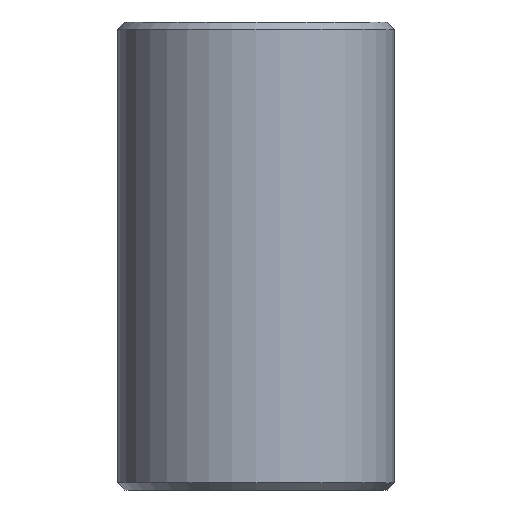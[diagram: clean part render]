
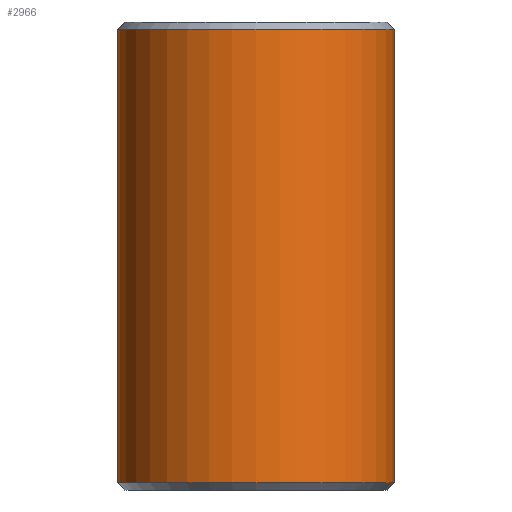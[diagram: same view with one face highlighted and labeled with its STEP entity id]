
A CAD part, front view. The second image highlights one B-rep face of the part: STEP entity #2966.
In plain terms, the highlighted cylindrical face has radius 19.2 mm (diameter 38.4 mm), a partial arc.
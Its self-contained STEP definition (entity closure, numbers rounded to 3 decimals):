
#533 = CARTESIAN_POINT ( 'NONE',  ( 19.2, 0., 32.5 ) ) ;
#935 = CARTESIAN_POINT ( 'NONE',  ( -19.2, 0., -31.5 ) ) ;
#1155 = DIRECTION ( 'NONE',  ( 0., 0., -1. ) ) ;
#1213 = DIRECTION ( 'NONE',  ( -1., 0., 0. ) ) ;
#1278 = CARTESIAN_POINT ( 'NONE',  ( 0., 0., -31.5 ) ) ;
#1784 = LINE ( 'NONE', #533, #4689 ) ;
#1911 = CARTESIAN_POINT ( 'NONE',  ( -19.2, 0., 32.5 ) ) ;
#1954 = CARTESIAN_POINT ( 'NONE',  ( -19.2, 0., 31.5 ) ) ;
#2202 = AXIS2_PLACEMENT_3D ( 'NONE', #10059, #3756, #6412 ) ;
#2495 = CIRCLE ( 'NONE', #6560, 19.2 ) ;
#2527 = VERTEX_POINT ( 'NONE', #1954 ) ;
#2959 = EDGE_CURVE ( 'NONE', #5153, #2527, #10299, .T. ) ;
#2966 = ADVANCED_FACE ( 'NONE', ( #8760 ), #5583, .T. ) ;
#2979 = DIRECTION ( 'NONE',  ( 0., 0., -1. ) ) ;
#3231 = ORIENTED_EDGE ( 'NONE', *, *, #2959, .T. ) ;
#3756 = DIRECTION ( 'NONE',  ( 0., 0., -1. ) ) ;
#4385 = ORIENTED_EDGE ( 'NONE', *, *, #10312, .F. ) ;
#4569 = AXIS2_PLACEMENT_3D ( 'NONE', #9904, #2979, #1213 ) ;
#4689 = VECTOR ( 'NONE', #10182, 1000. ) ;
#5153 = VERTEX_POINT ( 'NONE', #10009 ) ;
#5583 = CYLINDRICAL_SURFACE ( 'NONE', #4569, 19.2 ) ;
#5698 = DIRECTION ( 'NONE',  ( 1., 0., 0. ) ) ;
#5766 = ORIENTED_EDGE ( 'NONE', *, *, #11120, .T. ) ;
#6187 = LINE ( 'NONE', #1911, #7006 ) ;
#6327 = ORIENTED_EDGE ( 'NONE', *, *, #9038, .T. ) ;
#6370 = EDGE_LOOP ( 'NONE', ( #4385, #3231, #5766, #6327 ) ) ;
#6405 = CARTESIAN_POINT ( 'NONE',  ( 19.2, 0., -31.5 ) ) ;
#6412 = DIRECTION ( 'NONE',  ( 1., 0., 0. ) ) ;
#6560 = AXIS2_PLACEMENT_3D ( 'NONE', #1278, #9260, #5698 ) ;
#7006 = VECTOR ( 'NONE', #1155, 1000. ) ;
#8406 = VERTEX_POINT ( 'NONE', #6405 ) ;
#8760 = FACE_OUTER_BOUND ( 'NONE', #6370, .T. ) ;
#9038 = EDGE_CURVE ( 'NONE', #9399, #8406, #2495, .T. ) ;
#9260 = DIRECTION ( 'NONE',  ( 0., 0., 1. ) ) ;
#9399 = VERTEX_POINT ( 'NONE', #935 ) ;
#9904 = CARTESIAN_POINT ( 'NONE',  ( 0., 0., 32.5 ) ) ;
#10009 = CARTESIAN_POINT ( 'NONE',  ( 19.2, 0., 31.5 ) ) ;
#10059 = CARTESIAN_POINT ( 'NONE',  ( 0., 0., 31.5 ) ) ;
#10182 = DIRECTION ( 'NONE',  ( 0., 0., -1. ) ) ;
#10299 = CIRCLE ( 'NONE', #2202, 19.2 ) ;
#10312 = EDGE_CURVE ( 'NONE', #5153, #8406, #1784, .T. ) ;
#11120 = EDGE_CURVE ( 'NONE', #2527, #9399, #6187, .T. ) ;
